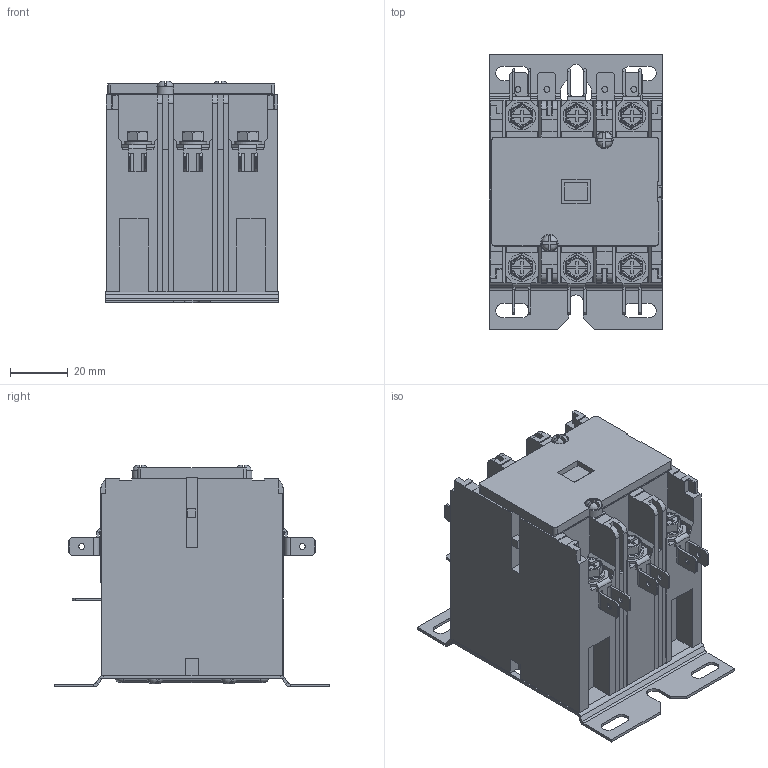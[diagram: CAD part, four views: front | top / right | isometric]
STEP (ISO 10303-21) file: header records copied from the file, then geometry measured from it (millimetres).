
FILE_DESCRIPTION (( 'STEP AP214' ), '1' );
FILE_NAME ('BDP3P30A480V.STEP', '2019-03-16T02:00:06', ( '' ), ( '' ), 'SwSTEP 2.0', 'SolidWorks 2013', '' );
FILE_SCHEMA (( 'AUTOMOTIVE_DESIGN' ));
Length unit declared in the file: millimetre
Products named in the file (7): Bolt; BDP3P30A480V_05; BDP3P30A480V_01; BDP3P30A480V_02; Screw_01; BDP3P30A480V_04; BDP3P30A480V
Assembly tree (22 placements, depth 2):
  BDP3P30A480V
    BDP3P30A480V_02
    BDP3P30A480V_01
    Screw_01  x6
    BDP3P30A480V_04  x2
    BDP3P30A480V_05  x6
    Bolt  x6
Bounding box: 60 x 95 x 76.5 mm (x, y, z)
Volume: 240753.6 mm3; surface area: 50092.6 mm2
Topology: 23 solids, 23 shells, 1323 faces, 3468 edges, 2217 vertices
Faces by surface type: plane 867, cylinder 340, cone 60, torus 32, bspline 24
Entity records: 20916 total; most frequent: CARTESIAN_POINT 5181, ORIENTED_EDGE 3292, DIRECTION 3078, EDGE_CURVE 1646, LINE 1268, VECTOR 1268, VERTEX_POINT 1064, AXIS2_PLACEMENT_3D 905
